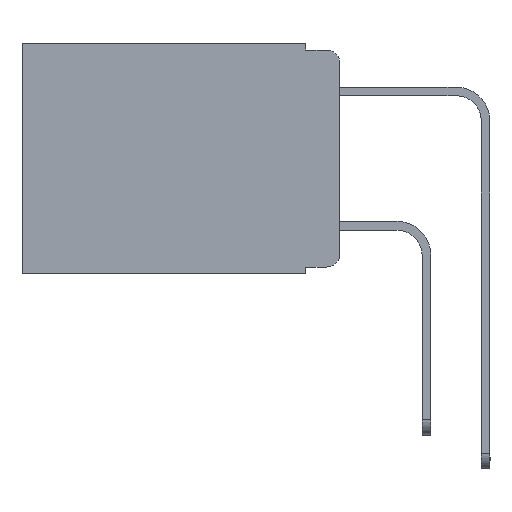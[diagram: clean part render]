
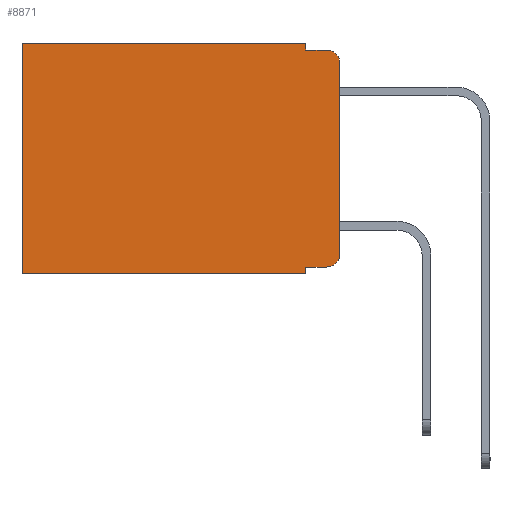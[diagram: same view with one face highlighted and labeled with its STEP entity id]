
A CAD part, left-side view. The second image highlights one B-rep face of the part: STEP entity #8871.
In plain terms, the highlighted planar face has unit normal (-1, 0, 0).
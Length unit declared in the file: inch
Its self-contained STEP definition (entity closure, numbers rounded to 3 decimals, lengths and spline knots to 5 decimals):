
#31 = VECTOR ( 'NONE', #4795, 39.37008 ) ;
#163 = LINE ( 'NONE', #9344, #5355 ) ;
#355 = ORIENTED_EDGE ( 'NONE', *, *, #11013, .F. ) ;
#467 = EDGE_CURVE ( 'NONE', #11734, #10621, #2134, .T. ) ;
#520 = ORIENTED_EDGE ( 'NONE', *, *, #7670, .T. ) ;
#813 = DIRECTION ( 'NONE',  ( 0., -1., 0. ) ) ;
#899 = VECTOR ( 'NONE', #9556, 39.37008 ) ;
#1032 = FACE_OUTER_BOUND ( 'NONE', #8076, .T. ) ;
#1052 = CARTESIAN_POINT ( 'NONE',  ( 0.298, 0.051, -0.01 ) ) ;
#1291 = VERTEX_POINT ( 'NONE', #1583 ) ;
#1583 = CARTESIAN_POINT ( 'NONE',  ( 0.298, 0.02, -0.333 ) ) ;
#1636 = LINE ( 'NONE', #11823, #10107 ) ;
#1762 = AXIS2_PLACEMENT_3D ( 'NONE', #2771, #3716, #13022 ) ;
#1774 = DIRECTION ( 'NONE',  ( 0., 1., 0. ) ) ;
#1789 = CARTESIAN_POINT ( 'NONE',  ( 0.298, 0.473, 0. ) ) ;
#1942 = DIRECTION ( 'NONE',  ( 0., 0., -1. ) ) ;
#2134 = LINE ( 'NONE', #5231, #3281 ) ;
#2307 = ORIENTED_EDGE ( 'NONE', *, *, #5259, .T. ) ;
#2315 = ORIENTED_EDGE ( 'NONE', *, *, #9904, .F. ) ;
#2331 = ORIENTED_EDGE ( 'NONE', *, *, #2604, .T. ) ;
#2402 = LINE ( 'NONE', #12533, #899 ) ;
#2604 = EDGE_CURVE ( 'NONE', #10687, #11734, #6957, .T. ) ;
#2674 = DIRECTION ( 'NONE',  ( 0., 0., -1. ) ) ;
#2771 = CARTESIAN_POINT ( 'NONE',  ( 0.298, 0.02, -0.03 ) ) ;
#2920 = CARTESIAN_POINT ( 'NONE',  ( 0.298, 0.473, -0.343 ) ) ;
#2946 = CARTESIAN_POINT ( 'NONE',  ( 0.298, 0.051, -0.333 ) ) ;
#3281 = VECTOR ( 'NONE', #1942, 39.37008 ) ;
#3536 = ORIENTED_EDGE ( 'NONE', *, *, #10409, .F. ) ;
#3716 = DIRECTION ( 'NONE',  ( -1., 0., 0. ) ) ;
#3842 = ORIENTED_EDGE ( 'NONE', *, *, #10083, .F. ) ;
#3859 = PLANE ( 'NONE',  #8367 ) ;
#4307 = CARTESIAN_POINT ( 'NONE',  ( 0.298, 0., 0. ) ) ;
#4575 = DIRECTION ( 'NONE',  ( 0., 0., -1. ) ) ;
#4795 = DIRECTION ( 'NONE',  ( 0., 1., 0. ) ) ;
#4855 = LINE ( 'NONE', #10763, #6259 ) ;
#5231 = CARTESIAN_POINT ( 'NONE',  ( 0.298, 0.473, 0. ) ) ;
#5259 = EDGE_CURVE ( 'NONE', #12598, #11503, #9858, .T. ) ;
#5355 = VECTOR ( 'NONE', #13054, 39.37008 ) ;
#5995 = DIRECTION ( 'NONE',  ( 0., 0., -1. ) ) ;
#6093 = CARTESIAN_POINT ( 'NONE',  ( 0.298, 0., -0.313 ) ) ;
#6259 = VECTOR ( 'NONE', #2674, 39.37008 ) ;
#6264 = EDGE_CURVE ( 'NONE', #8478, #1291, #163, .T. ) ;
#6531 = CARTESIAN_POINT ( 'NONE',  ( 0.298, 0.051, 0. ) ) ;
#6670 = CIRCLE ( 'NONE', #9449, 0.02 ) ;
#6810 = CARTESIAN_POINT ( 'NONE',  ( 0.298, 0., 0. ) ) ;
#6868 = EDGE_CURVE ( 'NONE', #12598, #8373, #9584, .T. ) ;
#6935 = ORIENTED_EDGE ( 'NONE', *, *, #6868, .F. ) ;
#6957 = LINE ( 'NONE', #6810, #31 ) ;
#7118 = CARTESIAN_POINT ( 'NONE',  ( 0.298, 0.02, -0.01 ) ) ;
#7402 = CARTESIAN_POINT ( 'NONE',  ( 0.298, 0.051, -0.01 ) ) ;
#7670 = EDGE_CURVE ( 'NONE', #1291, #8373, #6670, .T. ) ;
#7713 = VECTOR ( 'NONE', #4575, 39.37008 ) ;
#7908 = LINE ( 'NONE', #1052, #9270 ) ;
#7945 = CARTESIAN_POINT ( 'NONE',  ( 0.298, 0., 0. ) ) ;
#8076 = EDGE_LOOP ( 'NONE', ( #6935, #2307, #355, #2315, #2331, #9759, #3536, #3842, #11490, #520 ) ) ;
#8176 = VERTEX_POINT ( 'NONE', #9569 ) ;
#8367 = AXIS2_PLACEMENT_3D ( 'NONE', #7945, #13118, #5995 ) ;
#8373 = VERTEX_POINT ( 'NONE', #6093 ) ;
#8395 = DIRECTION ( 'NONE',  ( -1., 0., 0. ) ) ;
#8478 = VERTEX_POINT ( 'NONE', #2946 ) ;
#8517 = DIRECTION ( 'NONE',  ( 0., 0., -1. ) ) ;
#8782 = CARTESIAN_POINT ( 'NONE',  ( 0.298, 0., -0.03 ) ) ;
#8871 = ADVANCED_FACE ( 'NONE', ( #1032 ), #3859, .F. ) ;
#9270 = VECTOR ( 'NONE', #813, 39.37008 ) ;
#9344 = CARTESIAN_POINT ( 'NONE',  ( 0.298, 0.051, -0.333 ) ) ;
#9449 = AXIS2_PLACEMENT_3D ( 'NONE', #11533, #8395, #8517 ) ;
#9556 = DIRECTION ( 'NONE',  ( 0., 0., -1. ) ) ;
#9569 = CARTESIAN_POINT ( 'NONE',  ( 0.298, 0.051, -0.343 ) ) ;
#9584 = LINE ( 'NONE', #4307, #7713 ) ;
#9759 = ORIENTED_EDGE ( 'NONE', *, *, #467, .T. ) ;
#9858 = CIRCLE ( 'NONE', #1762, 0.02 ) ;
#9904 = EDGE_CURVE ( 'NONE', #10687, #10752, #2402, .T. ) ;
#10083 = EDGE_CURVE ( 'NONE', #8478, #8176, #4855, .T. ) ;
#10107 = VECTOR ( 'NONE', #1774, 39.37008 ) ;
#10409 = EDGE_CURVE ( 'NONE', #8176, #10621, #1636, .T. ) ;
#10621 = VERTEX_POINT ( 'NONE', #2920 ) ;
#10687 = VERTEX_POINT ( 'NONE', #6531 ) ;
#10752 = VERTEX_POINT ( 'NONE', #7402 ) ;
#10763 = CARTESIAN_POINT ( 'NONE',  ( 0.298, 0.051, 0. ) ) ;
#11013 = EDGE_CURVE ( 'NONE', #10752, #11503, #7908, .T. ) ;
#11490 = ORIENTED_EDGE ( 'NONE', *, *, #6264, .T. ) ;
#11503 = VERTEX_POINT ( 'NONE', #7118 ) ;
#11533 = CARTESIAN_POINT ( 'NONE',  ( 0.298, 0.02, -0.313 ) ) ;
#11734 = VERTEX_POINT ( 'NONE', #1789 ) ;
#11823 = CARTESIAN_POINT ( 'NONE',  ( 0.298, 0., -0.343 ) ) ;
#12533 = CARTESIAN_POINT ( 'NONE',  ( 0.298, 0.051, 0. ) ) ;
#12598 = VERTEX_POINT ( 'NONE', #8782 ) ;
#13022 = DIRECTION ( 'NONE',  ( 0., 0., -1. ) ) ;
#13054 = DIRECTION ( 'NONE',  ( 0., -1., 0. ) ) ;
#13118 = DIRECTION ( 'NONE',  ( 1., 0., 0. ) ) ;
